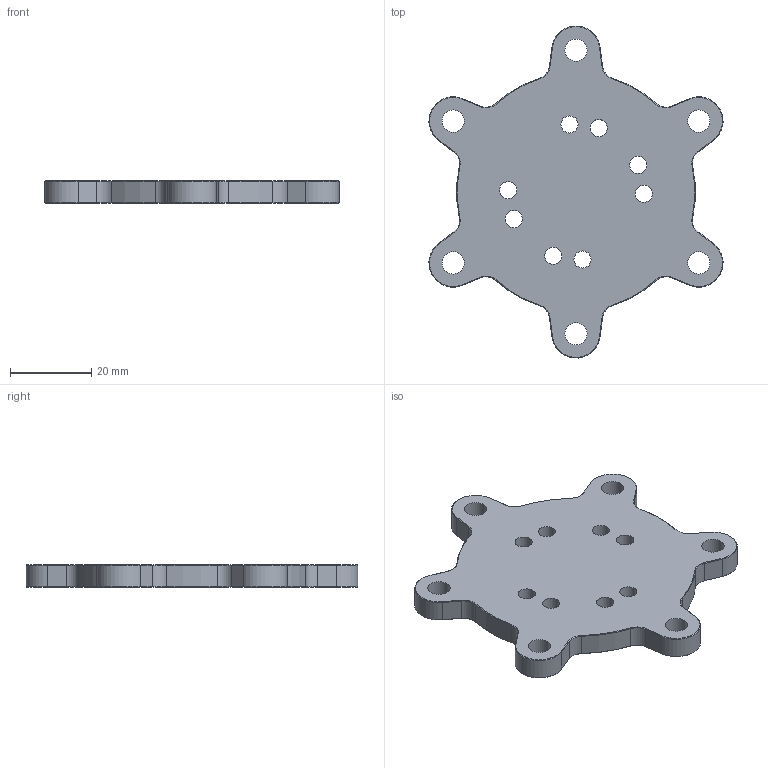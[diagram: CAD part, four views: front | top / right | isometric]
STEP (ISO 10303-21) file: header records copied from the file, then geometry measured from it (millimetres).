
FILE_DESCRIPTION(/* description */ (''),/* implementation_level */ '2;1');
FILE_NAME(/* name */ 'Simucube2_Quick-Release_70mm-PCD-Plate.step',/* time_stamp */ '2022-12-21T14:47:16+01:00',/* author */ (''),/* organization */ (''),/* preprocessor_version */ 'ST-DEVELOPER v19.2',/* originating_system */ 'Autodesk Translation Framework v11.17.0.187',/* authorisation */ '');
FILE_SCHEMA (('AUTOMOTIVE_DESIGN { 1 0 10303 214 3 1 1 }'));
Length unit declared in the file: millimetre
Products named in the file (1): Simucube2_Quick-Release_70mm-PCD-Plate
Bounding box: 72.59 x 81.96 x 5.5 mm (x, y, z)
Volume: 18001.6 mm3; surface area: 9221.9 mm2
Topology: 1 solids, 1 shells, 124 faces, 294 edges, 172 vertices
Faces by surface type: cone 48, plane 38, cylinder 38
Full cylindrical faces by diameter (mm): 4.234 x8, 5.5 x6
Entity records: 3622 total; most frequent: DIRECTION 668, CARTESIAN_POINT 591, ORIENTED_EDGE 588, EDGE_CURVE 294, AXIS2_PLACEMENT_3D 249, VERTEX_POINT 172, LINE 170, VECTOR 170
